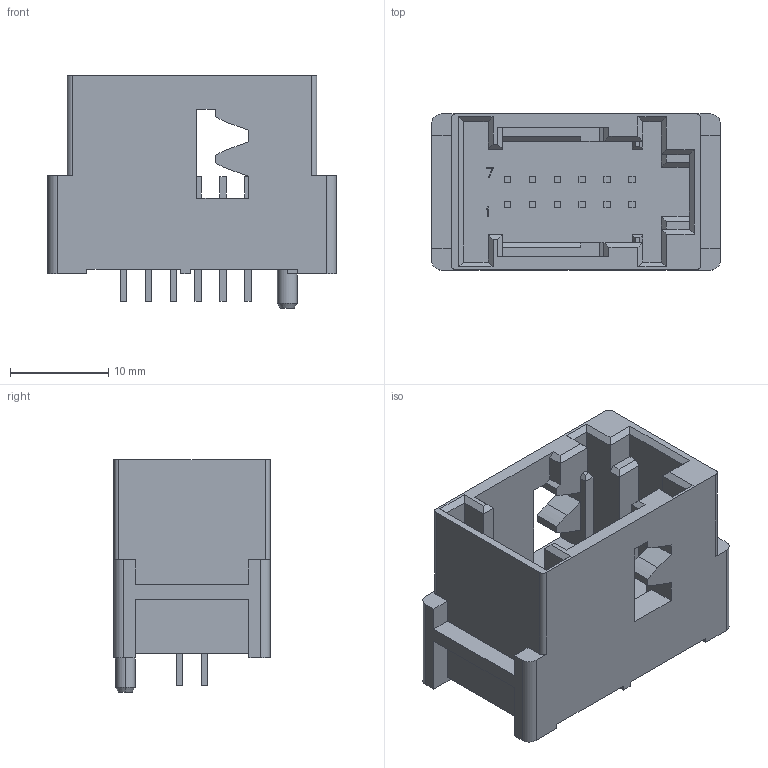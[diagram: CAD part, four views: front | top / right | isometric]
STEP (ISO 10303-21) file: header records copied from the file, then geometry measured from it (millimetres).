
FILE_DESCRIPTION((''),'2;1');
FILE_NAME('C-967646-1','2008-05-27T',('workeradm'),('Tyco Electronics Corporation'),'PRO/ENGINEER BY PARAMETRIC TECHNOLOGY CORPORATION, 2005450','PRO/ENGINEER BY PARAMETRIC TECHNOLOGY CORPORATION, 2005450','');
FILE_SCHEMA(('CONFIG_CONTROL_DESIGN', 'GEOMETRIC_VALIDATION_PROPERTIES_MIM'));
Length unit declared in the file: millimetre
Products named in the file (1): C-967646-1
Bounding box: 29.4 x 15.9 x 23.7 mm (x, y, z)
Volume: 3751 mm3; surface area: 4530.2 mm2
Topology: 1 solids, 1 shells, 290 faces, 759 edges, 496 vertices
Faces by surface type: plane 270, cylinder 18, cone 2
Entity records: 8860 total; most frequent: CARTESIAN_POINT 1546, ORIENTED_EDGE 1518, DIRECTION 1379, EDGE_CURVE 759, VECTOR 719, LINE 719, VERTEX_POINT 496, AXIS2_PLACEMENT_3D 330
